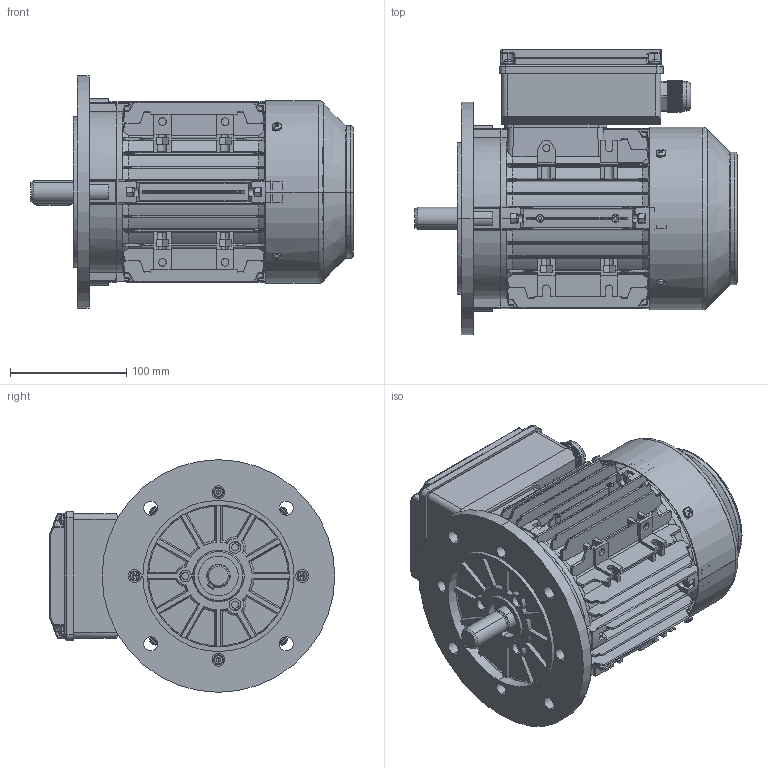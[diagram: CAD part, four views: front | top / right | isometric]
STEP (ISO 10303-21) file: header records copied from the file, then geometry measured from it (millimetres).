
FILE_DESCRIPTION (( 'STEP AP203' ), '1' );
FILE_NAME ('MY2 80 B5 臏源.STEP', '2024-09-04T02:48:23', ( '' ), ( '' ), 'SwSTEP 2.0', 'SolidWorks 2023', '' );
FILE_SCHEMA (( 'CONFIG_CONTROL_DESIGN' ));
Length unit declared in the file: millimetre
Products named in the file (16): T80机壳; plain parallel keys_GB_CONNECTING_PIECE_KEYS_CSK 6X32; TA80后端盖1; TA80转轴; TA80风罩; 风叶; hexagon socket head cap screws gb_GB_FASTENER_SCREWS_HSHCS M5X25-N; MY80-MY100接线盒座 方; MY2 80 B5 铝方; cross recessed thread forming screws gb_GB_CROSS_SCREWS_TYPE138 M4X12-N; TA80 B5端盖1; cross recessed pan head screws gb_GB_CROSS_SCREWS_TYPE1 M4X12-12  H type-N; hexagon nuts grade c gb_GB_FASTENER_NUT_SNC1 M5-N; MY80-100接线盒总成 铝 方; M20×1.5螺套; MY80-MY100接线盒盖 方
Assembly tree (35 placements, depth 3):
  MY2 80 B5 铝方
    T80机壳
    TA80 B5端盖1
    TA80风罩
    TA80转轴
    TA80后端盖1
    风叶
    hexagon socket head cap screws gb_GB_FASTENER_SCREWS_HSHCS M5X25-N  x8
    hexagon nuts grade c gb_GB_FASTENER_NUT_SNC1 M5-N  x8
    cross recessed thread forming screws gb_GB_CROSS_SCREWS_TYPE138 M4X12-N  x4
    plain parallel keys_GB_CONNECTING_PIECE_KEYS_CSK 6X32
    MY80-100接线盒总成 铝 方
      MY80-MY100接线盒座 方
      MY80-MY100接线盒盖 方
      M20×1.5螺套
      cross recessed pan head screws gb_GB_CROSS_SCREWS_TYPE1 M4X12-12  H type-N  x4
Bounding box: 277 x 245.5 x 200 mm (x, y, z)
Volume: 1023820.9 mm3; surface area: 683868.1 mm2
Topology: 38 solids, 38 shells, 3787 faces, 9869 edges, 6233 vertices
Faces by surface type: plane 1991, cylinder 1020, cone 289, bspline 230, torus 145, sphere 112
Entity records: 115029 total; most frequent: CARTESIAN_POINT 32501, ORIENTED_EDGE 17628, DIRECTION 15644, EDGE_CURVE 8814, VERTEX_POINT 5598, AXIS2_PLACEMENT_3D 5406, LINE 4832, VECTOR 4832
